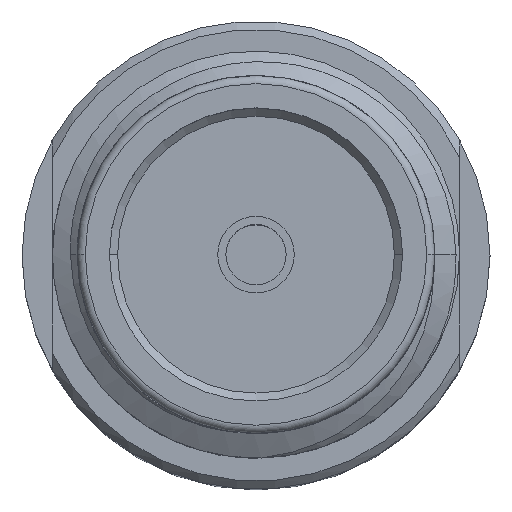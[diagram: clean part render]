
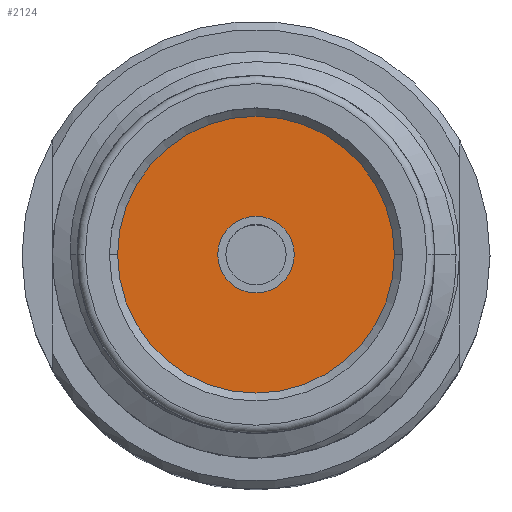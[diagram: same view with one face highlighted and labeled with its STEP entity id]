
A CAD part, top view. The second image highlights one B-rep face of the part: STEP entity #2124.
In plain terms, the highlighted planar face has unit normal (0, 0, 1).
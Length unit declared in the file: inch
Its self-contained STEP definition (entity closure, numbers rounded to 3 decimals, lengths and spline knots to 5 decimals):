
#70 = VERTEX_POINT ( 'NONE', #6347 ) ;
#310 = DIRECTION ( 'NONE',  ( 0., 0., 1. ) ) ;
#561 = EDGE_CURVE ( 'NONE', #1966, #8987, #3918, .T. ) ;
#578 = CARTESIAN_POINT ( 'NONE',  ( 0., 0., -0.075 ) ) ;
#850 = DIRECTION ( 'NONE',  ( 0., 0., 1. ) ) ;
#991 = CIRCLE ( 'NONE', #4603, 0.085 ) ;
#1437 = DIRECTION ( 'NONE',  ( 1., 0., 0. ) ) ;
#1502 = CARTESIAN_POINT ( 'NONE',  ( 0., 0., -0.075 ) ) ;
#1521 = EDGE_LOOP ( 'NONE', ( #5753, #5080 ) ) ;
#1721 = DIRECTION ( 'NONE',  ( 1., 0., 0. ) ) ;
#1966 = VERTEX_POINT ( 'NONE', #2172 ) ;
#2124 = ADVANCED_FACE ( 'NONE', ( #5166, #2367 ), #8226, .T. ) ;
#2172 = CARTESIAN_POINT ( 'NONE',  ( 0.0235, 0., -0.075 ) ) ;
#2181 = DIRECTION ( 'NONE',  ( 0., 0., 1. ) ) ;
#2314 = DIRECTION ( 'NONE',  ( 1., 0., 0. ) ) ;
#2367 = FACE_OUTER_BOUND ( 'NONE', #8431, .T. ) ;
#2441 = DIRECTION ( 'NONE',  ( 1., 0., 0. ) ) ;
#2456 = DIRECTION ( 'NONE',  ( 0., 0., 1. ) ) ;
#2876 = CARTESIAN_POINT ( 'NONE',  ( 0.085, 0., -0.075 ) ) ;
#3205 = CARTESIAN_POINT ( 'NONE',  ( -0.0235, 0., -0.075 ) ) ;
#3436 = DIRECTION ( 'NONE',  ( 1., 0., 0. ) ) ;
#3830 = CARTESIAN_POINT ( 'NONE',  ( 0., 0., -0.075 ) ) ;
#3918 = CIRCLE ( 'NONE', #9095, 0.0235 ) ;
#4603 = AXIS2_PLACEMENT_3D ( 'NONE', #7937, #2181, #1437 ) ;
#5054 = AXIS2_PLACEMENT_3D ( 'NONE', #578, #6303, #3436 ) ;
#5080 = ORIENTED_EDGE ( 'NONE', *, *, #8593, .F. ) ;
#5166 = FACE_BOUND ( 'NONE', #1521, .T. ) ;
#5234 = ORIENTED_EDGE ( 'NONE', *, *, #5800, .T. ) ;
#5329 = CARTESIAN_POINT ( 'NONE',  ( 0., 0., -0.075 ) ) ;
#5650 = CIRCLE ( 'NONE', #9153, 0.0235 ) ;
#5753 = ORIENTED_EDGE ( 'NONE', *, *, #561, .F. ) ;
#5800 = EDGE_CURVE ( 'NONE', #6713, #70, #8404, .T. ) ;
#6003 = AXIS2_PLACEMENT_3D ( 'NONE', #3830, #2456, #2314 ) ;
#6303 = DIRECTION ( 'NONE',  ( 0., 0., 1. ) ) ;
#6347 = CARTESIAN_POINT ( 'NONE',  ( -0.085, 0., -0.075 ) ) ;
#6666 = EDGE_CURVE ( 'NONE', #70, #6713, #991, .T. ) ;
#6713 = VERTEX_POINT ( 'NONE', #2876 ) ;
#7937 = CARTESIAN_POINT ( 'NONE',  ( 0., 0., -0.075 ) ) ;
#8093 = ORIENTED_EDGE ( 'NONE', *, *, #6666, .T. ) ;
#8226 = PLANE ( 'NONE',  #6003 ) ;
#8404 = CIRCLE ( 'NONE', #5054, 0.085 ) ;
#8431 = EDGE_LOOP ( 'NONE', ( #5234, #8093 ) ) ;
#8593 = EDGE_CURVE ( 'NONE', #8987, #1966, #5650, .T. ) ;
#8987 = VERTEX_POINT ( 'NONE', #3205 ) ;
#9095 = AXIS2_PLACEMENT_3D ( 'NONE', #1502, #850, #2441 ) ;
#9153 = AXIS2_PLACEMENT_3D ( 'NONE', #5329, #310, #1721 ) ;
